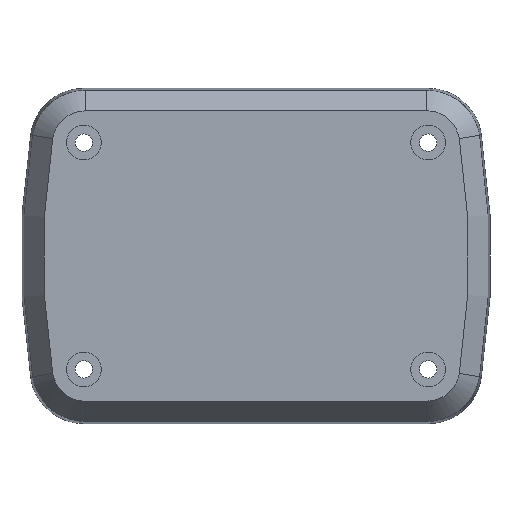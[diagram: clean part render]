
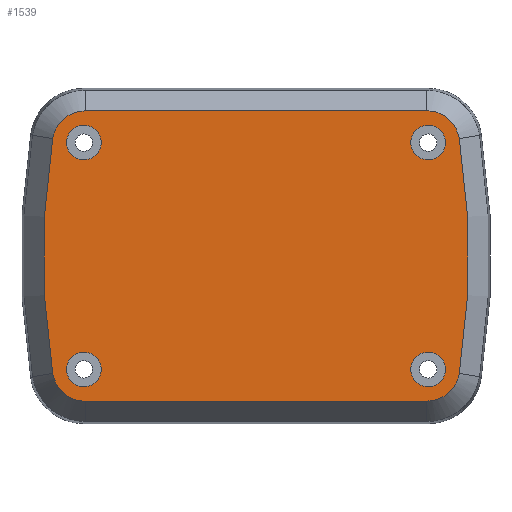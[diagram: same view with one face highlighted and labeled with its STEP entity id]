
A CAD part, front view. The second image highlights one B-rep face of the part: STEP entity #1539.
In plain terms, the highlighted planar face has unit normal (0, -1, 0).
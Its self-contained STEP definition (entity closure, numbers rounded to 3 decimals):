
#528 = VERTEX_POINT('',#529);
#529 = CARTESIAN_POINT('',(-32.25,-12.5,-24.5));
#535 = EDGE_CURVE('',#536,#528,#538,.T.);
#536 = VERTEX_POINT('',#537);
#537 = CARTESIAN_POINT('',(-32.25,-12.5,-18.));
#538 = CIRCLE('',#539,3.25);
#539 = AXIS2_PLACEMENT_3D('',#540,#541,#542);
#540 = CARTESIAN_POINT('',(-32.25,-12.5,-21.25));
#541 = DIRECTION('',(0.,-1.,0.));
#542 = DIRECTION('',(0.,0.,-1.));
#570 = VERTEX_POINT('',#571);
#571 = CARTESIAN_POINT('',(32.25,-12.5,-24.5));
#577 = EDGE_CURVE('',#578,#570,#580,.T.);
#578 = VERTEX_POINT('',#579);
#579 = CARTESIAN_POINT('',(32.25,-12.5,-18.));
#580 = CIRCLE('',#581,3.25);
#581 = AXIS2_PLACEMENT_3D('',#582,#583,#584);
#582 = CARTESIAN_POINT('',(32.25,-12.5,-21.25));
#583 = DIRECTION('',(0.,-1.,0.));
#584 = DIRECTION('',(0.,0.,-1.));
#612 = VERTEX_POINT('',#613);
#613 = CARTESIAN_POINT('',(32.25,-12.5,18.));
#619 = EDGE_CURVE('',#620,#612,#622,.T.);
#620 = VERTEX_POINT('',#621);
#621 = CARTESIAN_POINT('',(32.25,-12.5,24.5));
#622 = CIRCLE('',#623,3.25);
#623 = AXIS2_PLACEMENT_3D('',#624,#625,#626);
#624 = CARTESIAN_POINT('',(32.25,-12.5,21.25));
#625 = DIRECTION('',(0.,-1.,0.));
#626 = DIRECTION('',(0.,0.,-1.));
#654 = VERTEX_POINT('',#655);
#655 = CARTESIAN_POINT('',(-32.25,-12.5,18.));
#661 = EDGE_CURVE('',#662,#654,#664,.T.);
#662 = VERTEX_POINT('',#663);
#663 = CARTESIAN_POINT('',(-32.25,-12.5,24.5));
#664 = CIRCLE('',#665,3.25);
#665 = AXIS2_PLACEMENT_3D('',#666,#667,#668);
#666 = CARTESIAN_POINT('',(-32.25,-12.5,21.25));
#667 = DIRECTION('',(0.,-1.,0.));
#668 = DIRECTION('',(0.,0.,-1.));
#1539 = ADVANCED_FACE('',(#1540,#1550,#1560,#1570,#1580),#1692,.F.);
#1540 = FACE_BOUND('',#1541,.T.);
#1541 = EDGE_LOOP('',(#1542,#1549));
#1542 = ORIENTED_EDGE('',*,*,#1543,.F.);
#1543 = EDGE_CURVE('',#528,#536,#1544,.T.);
#1544 = CIRCLE('',#1545,3.25);
#1545 = AXIS2_PLACEMENT_3D('',#1546,#1547,#1548);
#1546 = CARTESIAN_POINT('',(-32.25,-12.5,-21.25));
#1547 = DIRECTION('',(0.,-1.,0.));
#1548 = DIRECTION('',(0.,0.,-1.));
#1549 = ORIENTED_EDGE('',*,*,#535,.F.);
#1550 = FACE_BOUND('',#1551,.T.);
#1551 = EDGE_LOOP('',(#1552,#1559));
#1552 = ORIENTED_EDGE('',*,*,#1553,.F.);
#1553 = EDGE_CURVE('',#570,#578,#1554,.T.);
#1554 = CIRCLE('',#1555,3.25);
#1555 = AXIS2_PLACEMENT_3D('',#1556,#1557,#1558);
#1556 = CARTESIAN_POINT('',(32.25,-12.5,-21.25));
#1557 = DIRECTION('',(0.,-1.,0.));
#1558 = DIRECTION('',(0.,0.,-1.));
#1559 = ORIENTED_EDGE('',*,*,#577,.F.);
#1560 = FACE_BOUND('',#1561,.T.);
#1561 = EDGE_LOOP('',(#1562,#1569));
#1562 = ORIENTED_EDGE('',*,*,#1563,.F.);
#1563 = EDGE_CURVE('',#612,#620,#1564,.T.);
#1564 = CIRCLE('',#1565,3.25);
#1565 = AXIS2_PLACEMENT_3D('',#1566,#1567,#1568);
#1566 = CARTESIAN_POINT('',(32.25,-12.5,21.25));
#1567 = DIRECTION('',(0.,-1.,0.));
#1568 = DIRECTION('',(0.,0.,-1.));
#1569 = ORIENTED_EDGE('',*,*,#619,.F.);
#1570 = FACE_BOUND('',#1571,.T.);
#1571 = EDGE_LOOP('',(#1572,#1579));
#1572 = ORIENTED_EDGE('',*,*,#1573,.F.);
#1573 = EDGE_CURVE('',#654,#662,#1574,.T.);
#1574 = CIRCLE('',#1575,3.25);
#1575 = AXIS2_PLACEMENT_3D('',#1576,#1577,#1578);
#1576 = CARTESIAN_POINT('',(-32.25,-12.5,21.25));
#1577 = DIRECTION('',(0.,-1.,0.));
#1578 = DIRECTION('',(0.,0.,-1.));
#1579 = ORIENTED_EDGE('',*,*,#661,.F.);
#1580 = FACE_BOUND('',#1581,.T.);
#1581 = EDGE_LOOP('',(#1582,#1592,#1611,#1620,#1639,#1647,#1666,#1675));
#1582 = ORIENTED_EDGE('',*,*,#1583,.T.);
#1583 = EDGE_CURVE('',#1584,#1586,#1588,.T.);
#1584 = VERTEX_POINT('',#1585);
#1585 = CARTESIAN_POINT('',(31.989,-12.5,27.195));
#1586 = VERTEX_POINT('',#1587);
#1587 = CARTESIAN_POINT('',(-31.989,-12.5,27.195));
#1588 = LINE('',#1589,#1590);
#1589 = CARTESIAN_POINT('',(-31.766,-12.5,27.195));
#1590 = VECTOR('',#1591,1.);
#1591 = DIRECTION('',(-1.,0.,0.));
#1592 = ORIENTED_EDGE('',*,*,#1593,.T.);
#1593 = EDGE_CURVE('',#1586,#1594,#1596,.T.);
#1594 = VERTEX_POINT('',#1595);
#1595 = CARTESIAN_POINT('',(-38.085,-12.5,22.002));
#1596 = B_SPLINE_CURVE_WITH_KNOTS('',3,(#1597,#1598,#1599,#1600,#1601,
    #1602,#1603,#1604,#1605,#1606,#1607,#1608,#1609,#1610),
  .UNSPECIFIED.,.F.,.F.,(4,2,2,2,2,2,4),(0.,0.125,0.25,0.375,0.5,0.75,1.
    ),.UNSPECIFIED.);
#1597 = CARTESIAN_POINT('',(-31.989,-12.5,27.195));
#1598 = CARTESIAN_POINT('',(-32.353,-12.5,27.196));
#1599 = CARTESIAN_POINT('',(-32.713,-12.5,27.164));
#1600 = CARTESIAN_POINT('',(-33.425,-12.5,27.037));
#1601 = CARTESIAN_POINT('',(-33.779,-12.5,26.941));
#1602 = CARTESIAN_POINT('',(-34.469,-12.5,26.686));
#1603 = CARTESIAN_POINT('',(-34.798,-12.5,26.531));
#1604 = CARTESIAN_POINT('',(-35.421,-12.5,26.167));
#1605 = CARTESIAN_POINT('',(-35.717,-12.5,25.957));
#1606 = CARTESIAN_POINT('',(-36.548,-12.5,25.249));
#1607 = CARTESIAN_POINT('',(-37.006,-12.5,24.691));
#1608 = CARTESIAN_POINT('',(-37.732,-12.5,23.402));
#1609 = CARTESIAN_POINT('',(-37.971,-12.5,22.72));
#1610 = CARTESIAN_POINT('',(-38.085,-12.5,22.002));
#1611 = ORIENTED_EDGE('',*,*,#1612,.T.);
#1612 = EDGE_CURVE('',#1594,#1613,#1615,.T.);
#1613 = VERTEX_POINT('',#1614);
#1614 = CARTESIAN_POINT('',(-38.085,-12.5,-22.002));
#1615 = CIRCLE('',#1616,138.396);
#1616 = AXIS2_PLACEMENT_3D('',#1617,#1618,#1619);
#1617 = CARTESIAN_POINT('',(98.551,-12.5,0.));
#1618 = DIRECTION('',(0.,-1.,0.));
#1619 = DIRECTION('',(0.,0.,1.));
#1620 = ORIENTED_EDGE('',*,*,#1621,.T.);
#1621 = EDGE_CURVE('',#1613,#1622,#1624,.T.);
#1622 = VERTEX_POINT('',#1623);
#1623 = CARTESIAN_POINT('',(-31.989,-12.5,-27.195));
#1624 = B_SPLINE_CURVE_WITH_KNOTS('',3,(#1625,#1626,#1627,#1628,#1629,
    #1630,#1631,#1632,#1633,#1634,#1635,#1636,#1637,#1638),
  .UNSPECIFIED.,.F.,.F.,(4,2,2,2,2,2,4),(0.,0.125,0.25,0.375,0.5,0.75,1.
    ),.UNSPECIFIED.);
#1625 = CARTESIAN_POINT('',(-38.085,-12.5,-22.002));
#1626 = CARTESIAN_POINT('',(-38.028,-12.5,-22.362));
#1627 = CARTESIAN_POINT('',(-37.94,-12.5,-22.712));
#1628 = CARTESIAN_POINT('',(-37.701,-12.5,-23.395));
#1629 = CARTESIAN_POINT('',(-37.549,-12.5,-23.729));
#1630 = CARTESIAN_POINT('',(-37.188,-12.5,-24.37));
#1631 = CARTESIAN_POINT('',(-36.983,-12.5,-24.669));
#1632 = CARTESIAN_POINT('',(-36.524,-12.5,-25.227));
#1633 = CARTESIAN_POINT('',(-36.27,-12.5,-25.486));
#1634 = CARTESIAN_POINT('',(-35.439,-12.5,-26.194));
#1635 = CARTESIAN_POINT('',(-34.815,-12.5,-26.558));
#1636 = CARTESIAN_POINT('',(-33.427,-12.5,-27.069));
#1637 = CARTESIAN_POINT('',(-32.716,-12.5,-27.196));
#1638 = CARTESIAN_POINT('',(-31.989,-12.5,-27.195));
#1639 = ORIENTED_EDGE('',*,*,#1640,.T.);
#1640 = EDGE_CURVE('',#1622,#1641,#1643,.T.);
#1641 = VERTEX_POINT('',#1642);
#1642 = CARTESIAN_POINT('',(31.989,-12.5,-27.195));
#1643 = LINE('',#1644,#1645);
#1644 = CARTESIAN_POINT('',(31.766,-12.5,-27.195));
#1645 = VECTOR('',#1646,1.);
#1646 = DIRECTION('',(1.,0.,0.));
#1647 = ORIENTED_EDGE('',*,*,#1648,.T.);
#1648 = EDGE_CURVE('',#1641,#1649,#1651,.T.);
#1649 = VERTEX_POINT('',#1650);
#1650 = CARTESIAN_POINT('',(38.085,-12.5,-22.002));
#1651 = B_SPLINE_CURVE_WITH_KNOTS('',3,(#1652,#1653,#1654,#1655,#1656,
    #1657,#1658,#1659,#1660,#1661,#1662,#1663,#1664,#1665),
  .UNSPECIFIED.,.F.,.F.,(4,2,2,2,2,2,4),(0.,0.125,0.25,0.375,0.5,0.75,1.
    ),.UNSPECIFIED.);
#1652 = CARTESIAN_POINT('',(31.989,-12.5,-27.195));
#1653 = CARTESIAN_POINT('',(32.353,-12.5,-27.196));
#1654 = CARTESIAN_POINT('',(32.713,-12.5,-27.164));
#1655 = CARTESIAN_POINT('',(33.425,-12.5,-27.037));
#1656 = CARTESIAN_POINT('',(33.779,-12.5,-26.941));
#1657 = CARTESIAN_POINT('',(34.469,-12.5,-26.686));
#1658 = CARTESIAN_POINT('',(34.798,-12.5,-26.531));
#1659 = CARTESIAN_POINT('',(35.421,-12.5,-26.167));
#1660 = CARTESIAN_POINT('',(35.717,-12.5,-25.957));
#1661 = CARTESIAN_POINT('',(36.548,-12.5,-25.249));
#1662 = CARTESIAN_POINT('',(37.006,-12.5,-24.691));
#1663 = CARTESIAN_POINT('',(37.732,-12.5,-23.402));
#1664 = CARTESIAN_POINT('',(37.971,-12.5,-22.72));
#1665 = CARTESIAN_POINT('',(38.085,-12.5,-22.002));
#1666 = ORIENTED_EDGE('',*,*,#1667,.T.);
#1667 = EDGE_CURVE('',#1649,#1668,#1670,.T.);
#1668 = VERTEX_POINT('',#1669);
#1669 = CARTESIAN_POINT('',(38.085,-12.5,22.002));
#1670 = CIRCLE('',#1671,138.396);
#1671 = AXIS2_PLACEMENT_3D('',#1672,#1673,#1674);
#1672 = CARTESIAN_POINT('',(-98.551,-12.5,0.));
#1673 = DIRECTION('',(0.,-1.,0.));
#1674 = DIRECTION('',(0.,0.,1.));
#1675 = ORIENTED_EDGE('',*,*,#1676,.T.);
#1676 = EDGE_CURVE('',#1668,#1584,#1677,.T.);
#1677 = B_SPLINE_CURVE_WITH_KNOTS('',3,(#1678,#1679,#1680,#1681,#1682,
    #1683,#1684,#1685,#1686,#1687,#1688,#1689,#1690,#1691),
  .UNSPECIFIED.,.F.,.F.,(4,2,2,2,2,2,4),(0.,0.125,0.25,0.375,0.5,0.75,1.
    ),.UNSPECIFIED.);
#1678 = CARTESIAN_POINT('',(38.085,-12.5,22.002));
#1679 = CARTESIAN_POINT('',(38.028,-12.5,22.362));
#1680 = CARTESIAN_POINT('',(37.94,-12.5,22.712));
#1681 = CARTESIAN_POINT('',(37.701,-12.5,23.395));
#1682 = CARTESIAN_POINT('',(37.549,-12.5,23.729));
#1683 = CARTESIAN_POINT('',(37.188,-12.5,24.37));
#1684 = CARTESIAN_POINT('',(36.983,-12.5,24.669));
#1685 = CARTESIAN_POINT('',(36.524,-12.5,25.227));
#1686 = CARTESIAN_POINT('',(36.27,-12.5,25.486));
#1687 = CARTESIAN_POINT('',(35.439,-12.5,26.194));
#1688 = CARTESIAN_POINT('',(34.815,-12.5,26.558));
#1689 = CARTESIAN_POINT('',(33.427,-12.5,27.069));
#1690 = CARTESIAN_POINT('',(32.716,-12.5,27.196));
#1691 = CARTESIAN_POINT('',(31.989,-12.5,27.195));
#1692 = PLANE('',#1693);
#1693 = AXIS2_PLACEMENT_3D('',#1694,#1695,#1696);
#1694 = CARTESIAN_POINT('',(98.551,-12.5,0.));
#1695 = DIRECTION('',(0.,1.,0.));
#1696 = DIRECTION('',(0.,-0.,1.));
